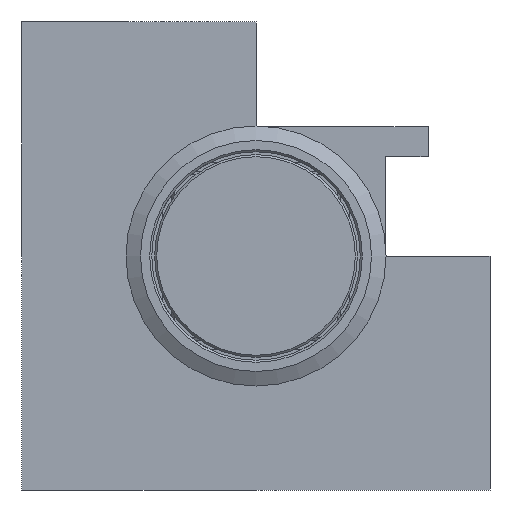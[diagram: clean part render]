
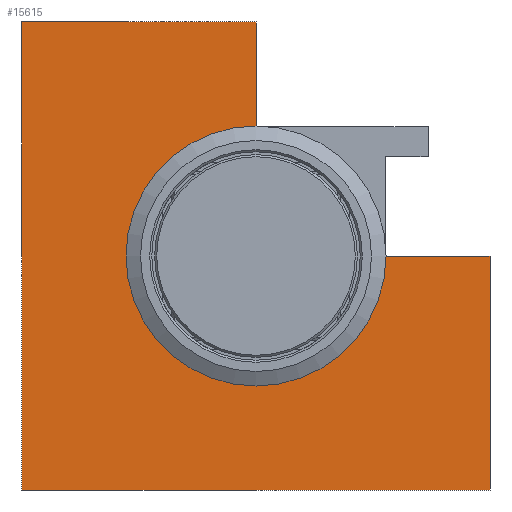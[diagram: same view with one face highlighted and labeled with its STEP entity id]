
A CAD part, front view. The second image highlights one B-rep face of the part: STEP entity #15615.
In plain terms, the highlighted planar face has unit normal (0, -1, 0).
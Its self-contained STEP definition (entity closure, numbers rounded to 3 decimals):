
#340=PLANE('',#16626);
#937=LINE('',#22513,#2693);
#940=LINE('',#22519,#2696);
#943=LINE('',#22525,#2699);
#946=LINE('',#22531,#2702);
#949=LINE('',#22537,#2705);
#952=LINE('',#22543,#2708);
#2693=VECTOR('',#18004,1000.);
#2696=VECTOR('',#18009,1000.);
#2699=VECTOR('',#18014,1000.);
#2702=VECTOR('',#18019,1000.);
#2705=VECTOR('',#18024,1000.);
#2708=VECTOR('',#18029,1000.);
#4482=ORIENTED_EDGE('',*,*,#9151,.T.);
#4483=ORIENTED_EDGE('',*,*,#9155,.T.);
#4484=ORIENTED_EDGE('',*,*,#9158,.T.);
#4485=ORIENTED_EDGE('',*,*,#9161,.T.);
#4486=ORIENTED_EDGE('',*,*,#9164,.T.);
#4487=ORIENTED_EDGE('',*,*,#9167,.T.);
#4488=ORIENTED_EDGE('',*,*,#9170,.T.);
#9151=EDGE_CURVE('',#11503,#11504,#13063,.T.);
#9155=EDGE_CURVE('',#11504,#11507,#937,.T.);
#9158=EDGE_CURVE('',#11507,#11509,#940,.T.);
#9161=EDGE_CURVE('',#11509,#11511,#943,.T.);
#9164=EDGE_CURVE('',#11511,#11513,#946,.T.);
#9167=EDGE_CURVE('',#11513,#11515,#949,.T.);
#9170=EDGE_CURVE('',#11515,#11503,#952,.T.);
#11503=VERTEX_POINT('',#22505);
#11504=VERTEX_POINT('',#22506);
#11507=VERTEX_POINT('',#22514);
#11509=VERTEX_POINT('',#22520);
#11511=VERTEX_POINT('',#22526);
#11513=VERTEX_POINT('',#22532);
#11515=VERTEX_POINT('',#22538);
#13063=CIRCLE('',#16617,11.15);
#13518=EDGE_LOOP('',(#4482,#4483,#4484,#4485,#4486,#4487,#4488));
#14468=FACE_BOUND('',#13518,.T.);
#15615=ADVANCED_FACE('',(#14468),#340,.F.);
#16617=AXIS2_PLACEMENT_3D('',#22504,#17996,#17997);
#16626=AXIS2_PLACEMENT_3D('',#22546,#18033,#18034);
#17996=DIRECTION('',(0.,1.,0.));
#17997=DIRECTION('',(1.,0.,0.));
#18004=DIRECTION('',(0.,0.,1.));
#18009=DIRECTION('',(-1.,0.,0.));
#18014=DIRECTION('',(0.,0.,-1.));
#18019=DIRECTION('',(1.,0.,0.));
#18024=DIRECTION('',(0.,0.,1.));
#18029=DIRECTION('',(-1.,0.,0.));
#18033=DIRECTION('',(0.,1.,0.));
#18034=DIRECTION('',(0.,0.,1.));
#22504=CARTESIAN_POINT('',(0.,0.,0.));
#22505=CARTESIAN_POINT('',(11.15,0.,0.));
#22506=CARTESIAN_POINT('',(0.,0.,11.15));
#22513=CARTESIAN_POINT('',(0.,0.,11.15));
#22514=CARTESIAN_POINT('',(0.,0.,22.5));
#22519=CARTESIAN_POINT('',(0.,0.,22.5));
#22520=CARTESIAN_POINT('',(-22.5,0.,22.5));
#22525=CARTESIAN_POINT('',(-22.5,0.,22.5));
#22526=CARTESIAN_POINT('',(-22.5,0.,-22.5));
#22531=CARTESIAN_POINT('',(-22.5,0.,-22.5));
#22532=CARTESIAN_POINT('',(22.5,0.,-22.5));
#22537=CARTESIAN_POINT('',(22.5,0.,-22.5));
#22538=CARTESIAN_POINT('',(22.5,0.,0.));
#22543=CARTESIAN_POINT('',(22.5,0.,0.));
#22546=CARTESIAN_POINT('',(0.,0.,0.));
